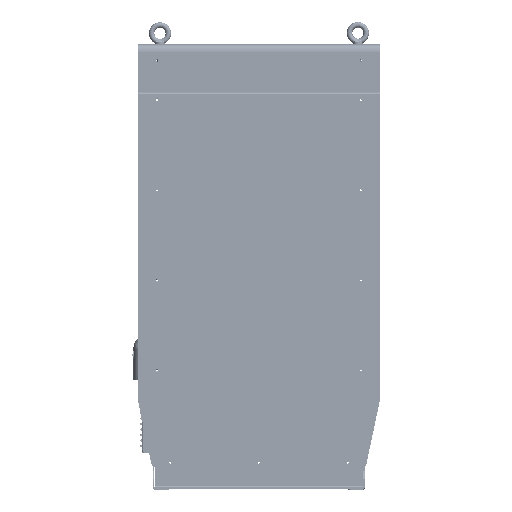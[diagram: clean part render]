
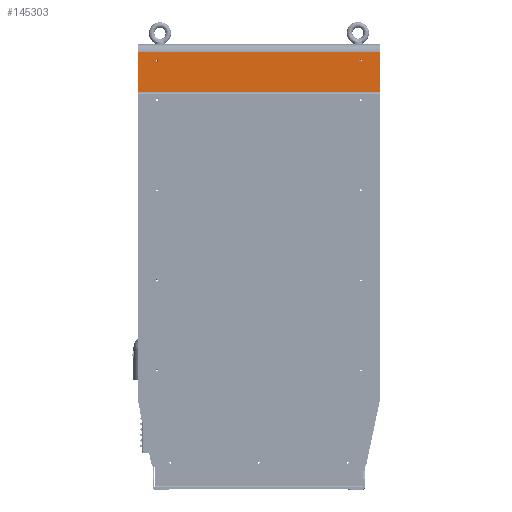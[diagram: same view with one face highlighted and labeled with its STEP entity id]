
A CAD part, top view. The second image highlights one B-rep face of the part: STEP entity #145303.
In plain terms, the highlighted planar face has unit normal (0, 0, 1).
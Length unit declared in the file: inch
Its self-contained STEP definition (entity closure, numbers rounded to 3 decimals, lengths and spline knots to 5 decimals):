
#1407 = DIRECTION ( 'NONE',  ( -1., 0., 0. ) ) ;
#4465 = ORIENTED_EDGE ( 'NONE', *, *, #99896, .F. ) ;
#6505 = EDGE_LOOP ( 'NONE', ( #188186, #199953 ) ) ;
#16009 = VERTEX_POINT ( 'NONE', #158162 ) ;
#16858 = CARTESIAN_POINT ( 'NONE',  ( -20.29695, 36.54381, 7.68287 ) ) ;
#19452 = FACE_OUTER_BOUND ( 'NONE', #107361, .T. ) ;
#21001 = CARTESIAN_POINT ( 'NONE',  ( -0.24395, 40.0426, 7.68287 ) ) ;
#23463 = CARTESIAN_POINT ( 'NONE',  ( -18.59995, 39.9176, 7.68287 ) ) ;
#23729 = EDGE_LOOP ( 'NONE', ( #4465, #90494 ) ) ;
#24747 = FACE_BOUND ( 'NONE', #6505, .T. ) ;
#25727 = EDGE_CURVE ( 'NONE', #206844, #16009, #35181, .T. ) ;
#32604 = AXIS2_PLACEMENT_3D ( 'NONE', #23463, #140862, #40313 ) ;
#34591 = CARTESIAN_POINT ( 'NONE',  ( 1.45305, 37.06242, 7.68287 ) ) ;
#35181 = LINE ( 'NONE', #55233, #198073 ) ;
#35834 = CARTESIAN_POINT ( 'NONE',  ( 1.45305, 36.54381, 7.68287 ) ) ;
#38797 = CARTESIAN_POINT ( 'NONE',  ( -0.24395, 39.7926, 7.68287 ) ) ;
#39046 = AXIS2_PLACEMENT_3D ( 'NONE', #145035, #44542, #161874 ) ;
#40313 = DIRECTION ( 'NONE',  ( 0., 1., 0. ) ) ;
#41065 = DIRECTION ( 'NONE',  ( -1., 0., 0. ) ) ;
#44542 = DIRECTION ( 'NONE',  ( 0., 0., 1. ) ) ;
#52491 = VECTOR ( 'NONE', #52718, 39.37008 ) ;
#52718 = DIRECTION ( 'NONE',  ( 0., 1., 0. ) ) ;
#55233 = CARTESIAN_POINT ( 'NONE',  ( 1.45305, 40.69359, 7.68287 ) ) ;
#59624 = VERTEX_POINT ( 'NONE', #38797 ) ;
#59933 = DIRECTION ( 'NONE',  ( 0., 0., 1. ) ) ;
#64056 = FACE_BOUND ( 'NONE', #23729, .T. ) ;
#64710 = CARTESIAN_POINT ( 'NONE',  ( -0.24395, 39.9176, 7.68287 ) ) ;
#81617 = DIRECTION ( 'NONE',  ( 0., 1., 0. ) ) ;
#84302 = CARTESIAN_POINT ( 'NONE',  ( 1.45305, 37.06242, 7.68287 ) ) ;
#87597 = EDGE_CURVE ( 'NONE', #122282, #59624, #172128, .T. ) ;
#88257 = DIRECTION ( 'NONE',  ( 1., 0., 0. ) ) ;
#90494 = ORIENTED_EDGE ( 'NONE', *, *, #179585, .F. ) ;
#91104 = VERTEX_POINT ( 'NONE', #34591 ) ;
#92978 = AXIS2_PLACEMENT_3D ( 'NONE', #160461, #59933, #177409 ) ;
#93625 = ORIENTED_EDGE ( 'NONE', *, *, #137779, .F. ) ;
#99896 = EDGE_CURVE ( 'NONE', #104509, #115944, #113760, .T. ) ;
#104509 = VERTEX_POINT ( 'NONE', #159545 ) ;
#104798 = VERTEX_POINT ( 'NONE', #168191 ) ;
#107361 = EDGE_LOOP ( 'NONE', ( #207156, #93625, #210039, #187900 ) ) ;
#107902 = PLANE ( 'NONE',  #147077 ) ;
#109673 = EDGE_CURVE ( 'NONE', #91104, #16009, #186533, .T. ) ;
#113760 = CIRCLE ( 'NONE', #32604, 0.125 ) ;
#115944 = VERTEX_POINT ( 'NONE', #173329 ) ;
#116252 = CARTESIAN_POINT ( 'NONE',  ( -20.29695, 40.69359, 7.68287 ) ) ;
#117393 = LINE ( 'NONE', #84302, #201434 ) ;
#117424 = DIRECTION ( 'NONE',  ( 0., -1., 0. ) ) ;
#122282 = VERTEX_POINT ( 'NONE', #21001 ) ;
#129403 = AXIS2_PLACEMENT_3D ( 'NONE', #64710, #182235, #81617 ) ;
#137779 = EDGE_CURVE ( 'NONE', #91104, #104798, #117393, .T. ) ;
#140862 = DIRECTION ( 'NONE',  ( 0., 0., 1. ) ) ;
#141607 = DIRECTION ( 'NONE',  ( 0., 0., 1. ) ) ;
#145035 = CARTESIAN_POINT ( 'NONE',  ( -18.59995, 39.9176, 7.68287 ) ) ;
#145303 = ADVANCED_FACE ( 'NONE', ( #64056, #24747, #19452 ), #107902, .T. ) ;
#147077 = AXIS2_PLACEMENT_3D ( 'NONE', #174662, #141607, #41065 ) ;
#156829 = CIRCLE ( 'NONE', #39046, 0.125 ) ;
#158162 = CARTESIAN_POINT ( 'NONE',  ( 1.45305, 40.69359, 7.68287 ) ) ;
#159545 = CARTESIAN_POINT ( 'NONE',  ( -18.59995, 39.7926, 7.68287 ) ) ;
#160461 = CARTESIAN_POINT ( 'NONE',  ( -0.24395, 39.9176, 7.68287 ) ) ;
#161874 = DIRECTION ( 'NONE',  ( 0., 1., 0. ) ) ;
#168191 = CARTESIAN_POINT ( 'NONE',  ( -20.29695, 37.06242, 7.68287 ) ) ;
#171590 = CIRCLE ( 'NONE', #129403, 0.125 ) ;
#172128 = CIRCLE ( 'NONE', #92978, 0.125 ) ;
#173329 = CARTESIAN_POINT ( 'NONE',  ( -18.59995, 40.0426, 7.68287 ) ) ;
#174662 = CARTESIAN_POINT ( 'NONE',  ( 1.45305, 60.92581, 7.68287 ) ) ;
#177409 = DIRECTION ( 'NONE',  ( 0., 1., 0. ) ) ;
#179585 = EDGE_CURVE ( 'NONE', #115944, #104509, #156829, .T. ) ;
#182235 = DIRECTION ( 'NONE',  ( 0., 0., 1. ) ) ;
#183438 = VECTOR ( 'NONE', #117424, 39.37008 ) ;
#186533 = LINE ( 'NONE', #35834, #52491 ) ;
#187900 = ORIENTED_EDGE ( 'NONE', *, *, #25727, .F. ) ;
#187995 = EDGE_CURVE ( 'NONE', #206844, #104798, #217589, .T. ) ;
#188186 = ORIENTED_EDGE ( 'NONE', *, *, #198619, .F. ) ;
#198073 = VECTOR ( 'NONE', #88257, 39.37008 ) ;
#198619 = EDGE_CURVE ( 'NONE', #59624, #122282, #171590, .T. ) ;
#199953 = ORIENTED_EDGE ( 'NONE', *, *, #87597, .F. ) ;
#201434 = VECTOR ( 'NONE', #1407, 39.37008 ) ;
#206844 = VERTEX_POINT ( 'NONE', #116252 ) ;
#207156 = ORIENTED_EDGE ( 'NONE', *, *, #187995, .T. ) ;
#210039 = ORIENTED_EDGE ( 'NONE', *, *, #109673, .T. ) ;
#217589 = LINE ( 'NONE', #16858, #183438 ) ;
